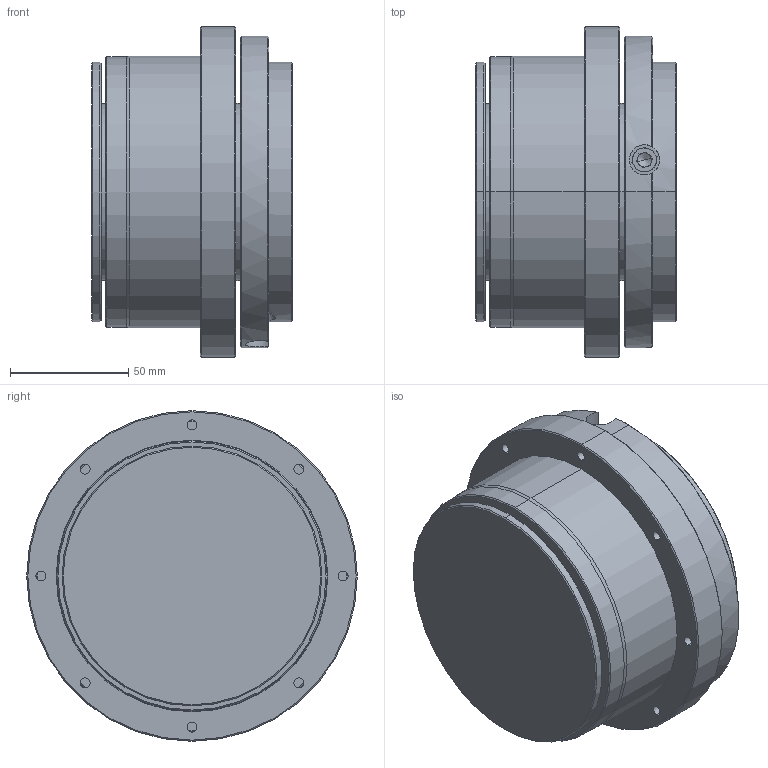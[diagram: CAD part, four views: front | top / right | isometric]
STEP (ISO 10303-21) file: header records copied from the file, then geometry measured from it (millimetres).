
FILE_DESCRIPTION (( 'STEP AP203' ), '1' );
FILE_NAME ('AEQ-115N-032-10-19-1.STEP', '2023-11-04T05:02:09', ( '' ), ( '' ), 'SwSTEP 2.0', 'SolidWorks 2023', '' );
FILE_SCHEMA (( 'CONFIG_CONTROL_DESIGN' ));
Length unit declared in the file: millimetre
Products named in the file (5): AEQ-115N-L2-19-1（19-70-90-M5）; hex socket set screws with flat point gb_GB_FASTENER_SCREWS_HSFP M12X10-N; 090-19轴锁紧套JA224-030111-19-J2; hexagon socket head cap screws gb_GB_FASTENER_SCREWS_HSHCS M6X16-N; AEQ-115N-032-10-19-1
Assembly tree (5 placements, depth 2):
  AEQ-115N-032-10-19-1
    AEQ-115N-L2-19-1（19-70-90-M5）
    090-19轴锁紧套JA224-030111-19-J2
    hexagon socket head cap screws gb_GB_FASTENER_SCREWS_HSHCS M6X16-N
    hex socket set screws with flat point gb_GB_FASTENER_SCREWS_HSFP M12X10-N  x2
Bounding box: 85 x 140 x 140 mm (x, y, z)
Volume: 911708 mm3; surface area: 107725.3 mm2
Topology: 5 solids, 5 shells, 254 faces, 625 edges, 378 vertices
Faces by surface type: cylinder 88, plane 83, cone 81, torus 2
Entity records: 7731 total; most frequent: CARTESIAN_POINT 1645, DIRECTION 1230, ORIENTED_EDGE 1102, EDGE_CURVE 551, AXIS2_PLACEMENT_3D 490, VERTEX_POINT 349, EDGE_LOOP 278, LINE 250
